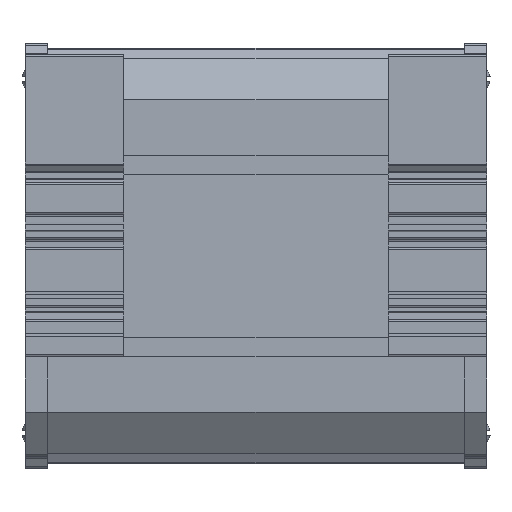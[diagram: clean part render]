
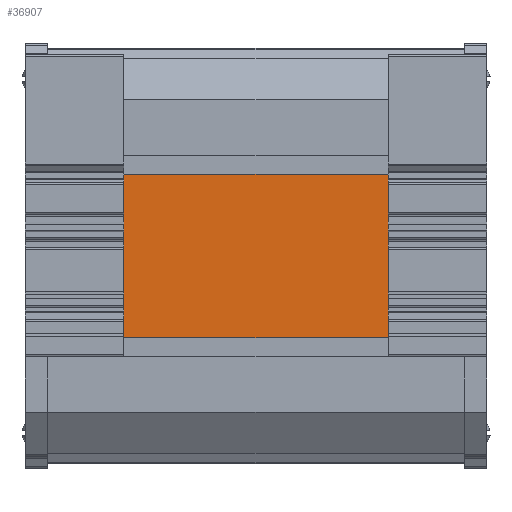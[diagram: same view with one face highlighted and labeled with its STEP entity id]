
A CAD part, front view. The second image highlights one B-rep face of the part: STEP entity #36907.
In plain terms, the highlighted planar face has unit normal (0, -1, 0).
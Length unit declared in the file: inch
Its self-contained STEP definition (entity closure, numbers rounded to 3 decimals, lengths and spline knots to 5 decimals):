
#1808 = DIRECTION ( 'NONE',  ( 0., 0., 1. ) ) ;
#3319 = CARTESIAN_POINT ( 'NONE',  ( -1.065, -0.65806, 0.65649 ) ) ;
#4270 = ORIENTED_EDGE ( 'NONE', *, *, #41624, .T. ) ;
#6465 = EDGE_CURVE ( 'NONE', #37617, #27496, #35785, .T. ) ;
#7129 = CARTESIAN_POINT ( 'NONE',  ( -1.065, -0.65806, -0.65649 ) ) ;
#9743 = LINE ( 'NONE', #41750, #18733 ) ;
#10315 = CARTESIAN_POINT ( 'NONE',  ( -1.675, -0.65806, -0.65649 ) ) ;
#12271 = LINE ( 'NONE', #10315, #29184 ) ;
#13008 = ORIENTED_EDGE ( 'NONE', *, *, #6465, .F. ) ;
#15437 = CARTESIAN_POINT ( 'NONE',  ( -1.675, -0.65806, 0.65649 ) ) ;
#17463 = CARTESIAN_POINT ( 'NONE',  ( 1.065, -0.65806, -0.65649 ) ) ;
#18692 = PLANE ( 'NONE',  #22319 ) ;
#18714 = EDGE_CURVE ( 'NONE', #31930, #37617, #9743, .T. ) ;
#18733 = VECTOR ( 'NONE', #24849, 39.37008 ) ;
#18860 = DIRECTION ( 'NONE',  ( 0., 0., 1. ) ) ;
#22319 = AXIS2_PLACEMENT_3D ( 'NONE', #15437, #39138, #18860 ) ;
#22938 = ORIENTED_EDGE ( 'NONE', *, *, #18714, .F. ) ;
#23866 = DIRECTION ( 'NONE',  ( 1., 0., 0. ) ) ;
#24849 = DIRECTION ( 'NONE',  ( 1., 0., 0. ) ) ;
#26776 = VECTOR ( 'NONE', #28518, 39.37008 ) ;
#27221 = EDGE_CURVE ( 'NONE', #37228, #31930, #41845, .T. ) ;
#27496 = VERTEX_POINT ( 'NONE', #17463 ) ;
#28518 = DIRECTION ( 'NONE',  ( 0., 0., -1. ) ) ;
#29184 = VECTOR ( 'NONE', #23866, 39.37008 ) ;
#29374 = FACE_OUTER_BOUND ( 'NONE', #32187, .T. ) ;
#31930 = VERTEX_POINT ( 'NONE', #3319 ) ;
#32187 = EDGE_LOOP ( 'NONE', ( #35594, #4270, #13008, #22938 ) ) ;
#33100 = CARTESIAN_POINT ( 'NONE',  ( 1.065, -0.65806, 0.65649 ) ) ;
#35192 = CARTESIAN_POINT ( 'NONE',  ( 1.065, -0.65806, 0.65649 ) ) ;
#35524 = CARTESIAN_POINT ( 'NONE',  ( -1.065, -0.65806, 0.65649 ) ) ;
#35594 = ORIENTED_EDGE ( 'NONE', *, *, #27221, .F. ) ;
#35785 = LINE ( 'NONE', #35192, #26776 ) ;
#36907 = ADVANCED_FACE ( 'NONE', ( #29374 ), #18692, .F. ) ;
#37228 = VERTEX_POINT ( 'NONE', #7129 ) ;
#37617 = VERTEX_POINT ( 'NONE', #33100 ) ;
#38669 = VECTOR ( 'NONE', #1808, 39.37008 ) ;
#39138 = DIRECTION ( 'NONE',  ( 0., 1., 0. ) ) ;
#41624 = EDGE_CURVE ( 'NONE', #37228, #27496, #12271, .T. ) ;
#41750 = CARTESIAN_POINT ( 'NONE',  ( -1.675, -0.65806, 0.65649 ) ) ;
#41845 = LINE ( 'NONE', #35524, #38669 ) ;
